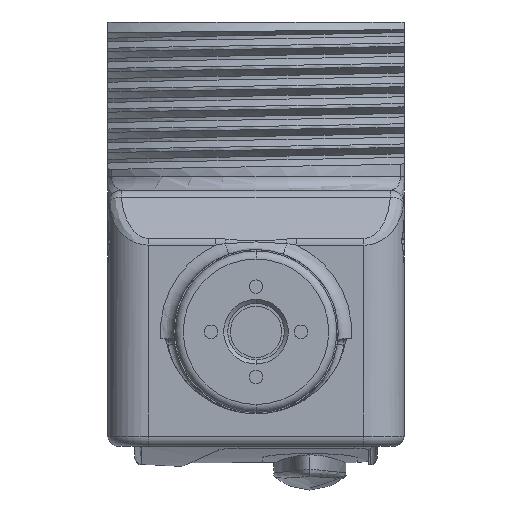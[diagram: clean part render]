
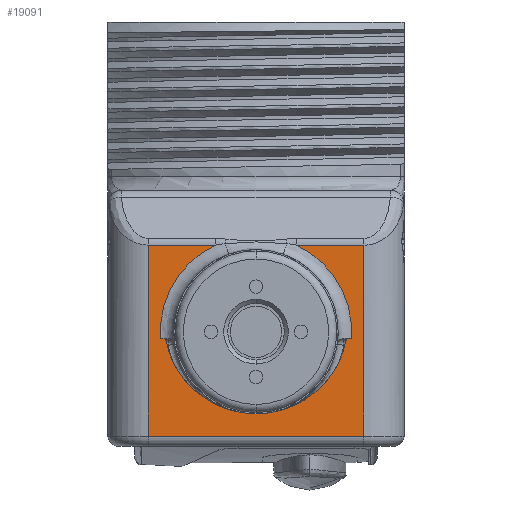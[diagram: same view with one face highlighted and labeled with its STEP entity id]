
A CAD part, front view. The second image highlights one B-rep face of the part: STEP entity #19091.
In plain terms, the highlighted planar face has unit normal (0, -1, 0).
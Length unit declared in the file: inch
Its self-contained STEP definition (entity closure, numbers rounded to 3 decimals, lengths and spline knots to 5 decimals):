
#455=CARTESIAN_POINT('',(0.43307,0.,-0.76772));
#456=DIRECTION('',(0.,1.,0.));
#457=DIRECTION('',(0.423,0.,0.906));
#458=AXIS2_PLACEMENT_3D('',#455,#456,#457);
#486=CARTESIAN_POINT('',(0.43307,0.,-0.73819));
#487=DIRECTION('',(0.,-1.,0.));
#488=DIRECTION('',(-0.983,0.,-0.182));
#489=AXIS2_PLACEMENT_3D('',#486,#487,#488);
#491=DIRECTION('',(-1.,0.,0.));
#492=VECTOR('',#491,0.1966);
#493=CARTESIAN_POINT('',(0.74803,0.,
-0.51449));
#494=LINE('',#493,#492);
#495=DIRECTION('',(-1.,0.,0.));
#496=VECTOR('',#495,0.1966);
#497=CARTESIAN_POINT('',(0.31471,0.,
-0.51449));
#498=LINE('',#497,#496);
#499=CARTESIAN_POINT('',(0.43307,0.,-0.76772));
#500=DIRECTION('',(0.,1.,0.));
#501=DIRECTION('',(-0.998,0.,-0.07));
#502=AXIS2_PLACEMENT_3D('',#499,#500,#501);
#545=DIRECTION('',(0.,0.,-1.));
#546=VECTOR('',#545,0.55835);
#547=CARTESIAN_POINT('',(0.11811,0.,
-0.51449));
#548=LINE('',#547,#546);
#653=DIRECTION('',(-1.,0.,0.));
#654=VECTOR('',#653,0.62992);
#655=CARTESIAN_POINT('',(0.74803,0.,-1.07283));
#656=LINE('',#655,#654);
#685=DIRECTION('',(0.,0.,1.));
#686=VECTOR('',#685,0.55835);
#687=CARTESIAN_POINT('',(0.74803,0.,-1.07283));
#688=LINE('',#687,#686);
#706=CARTESIAN_POINT('',(0.74803,0.,
-0.51449));
#5305=DIRECTION('',(1.,0.,0.));
#5306=VECTOR('',#5305,0.01368);
#5307=CARTESIAN_POINT('',(0.15424,0.,-0.7874));
#5308=LINE('',#5307,#5306);
#15978=DIRECTION('',(1.,0.,0.));
#15979=VECTOR('',#15978,0.01368);
#15980=CARTESIAN_POINT('',(0.69823,0.,-0.7874));
#15981=LINE('',#15980,#15979);
#16432=VERTEX_POINT('',#706);
#16435=CARTESIAN_POINT('',(0.31471,0.,
-0.51449));
#16436=CARTESIAN_POINT('',(0.11811,0.,
-0.51449));
#16437=VERTEX_POINT('',#16435);
#16438=VERTEX_POINT('',#16436);
#17287=CARTESIAN_POINT('',(0.55143,0.,
-0.51449));
#17288=VERTEX_POINT('',#17287);
#17707=CARTESIAN_POINT('',(0.74803,0.,-1.07283));
#17708=CARTESIAN_POINT('',(0.11811,0.,-1.07283));
#17709=VERTEX_POINT('',#17707);
#17710=VERTEX_POINT('',#17708);
#18129=CARTESIAN_POINT('',(0.15424,0.,-0.7874));
#18130=CARTESIAN_POINT('',(0.16791,0.,-0.7874));
#18131=VERTEX_POINT('',#18129);
#18132=VERTEX_POINT('',#18130);
#18133=CARTESIAN_POINT('',(0.69823,0.,-0.7874));
#18134=CARTESIAN_POINT('',(0.7119,0.,-0.7874));
#18135=VERTEX_POINT('',#18133);
#18136=VERTEX_POINT('',#18134);
#19066=CARTESIAN_POINT('',(0.,0.,-0.35433));
#19067=DIRECTION('',(0.,-1.,0.));
#19068=DIRECTION('',(1.,0.,0.));
#19069=AXIS2_PLACEMENT_3D('',#19066,#19067,#19068);
#19070=PLANE('',#19069);
#19072=ORIENTED_EDGE('',*,*,#19071,.F.);
#19074=ORIENTED_EDGE('',*,*,#19073,.T.);
#19075=ORIENTED_EDGE('',*,*,#18923,.T.);
#19077=ORIENTED_EDGE('',*,*,#19076,.T.);
#19078=ORIENTED_EDGE('',*,*,#19050,.F.);
#19080=ORIENTED_EDGE('',*,*,#19079,.F.);
#19082=ORIENTED_EDGE('',*,*,#19081,.F.);
#19084=ORIENTED_EDGE('',*,*,#19083,.T.);
#19086=ORIENTED_EDGE('',*,*,#19085,.F.);
#19088=ORIENTED_EDGE('',*,*,#19087,.F.);
#19089=EDGE_LOOP('',(#19072,#19074,#19075,#19077,#19078,#19080,#19082,#19084,
#19086,#19088));
#19090=FACE_OUTER_BOUND('',#19089,.F.);
#19091=ADVANCED_FACE('',(#19090),#19070,.T.);
#459=CIRCLE('',#458,0.27953);
#490=CIRCLE('',#489,0.26969);
#503=CIRCLE('',#502,0.27953);
#18923=EDGE_CURVE('',#18132,#18135,#490,.T.);
#19050=EDGE_CURVE('',#17288,#18136,#459,.T.);
#19071=EDGE_CURVE('',#18131,#16437,#503,.T.);
#19073=EDGE_CURVE('',#18131,#18132,#5308,.T.);
#19076=EDGE_CURVE('',#18135,#18136,#15981,.T.);
#19079=EDGE_CURVE('',#16432,#17288,#494,.T.);
#19081=EDGE_CURVE('',#17709,#16432,#688,.T.);
#19083=EDGE_CURVE('',#17709,#17710,#656,.T.);
#19085=EDGE_CURVE('',#16438,#17710,#548,.T.);
#19087=EDGE_CURVE('',#16437,#16438,#498,.T.);
